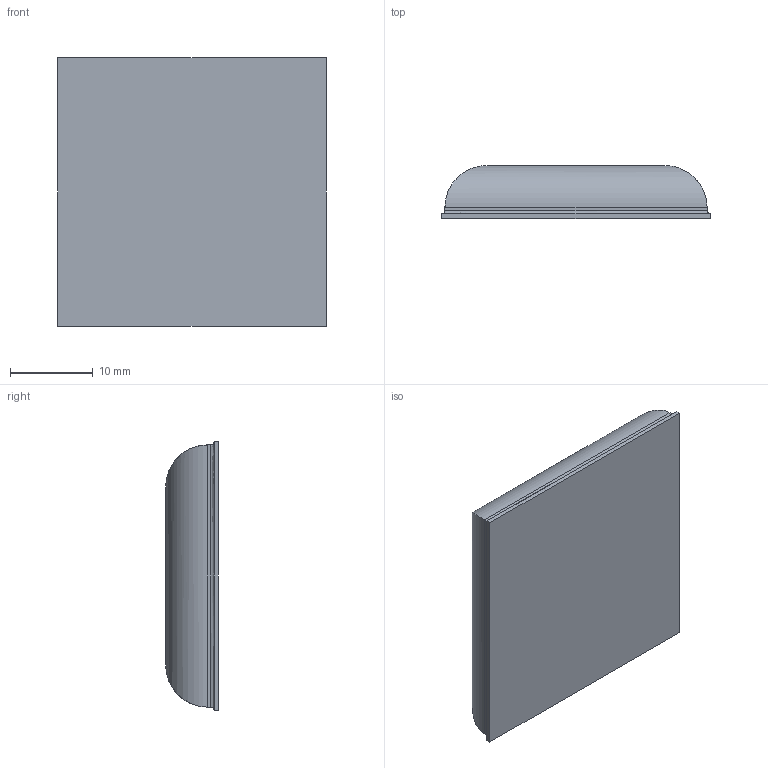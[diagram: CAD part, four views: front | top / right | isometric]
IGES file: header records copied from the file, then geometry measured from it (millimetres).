
Global section: file name: No Iges File Name specified; native system: Autodesk Inventor 2011; preprocessor: AutoDesk Inventor Iges Exporter R2011; author: Administrator; date: 20101112.154224; units: inch
Bounding box: 32.38 x 6.35 x 32.38 mm (x, y, z)
Volume: 5728.6 mm3; surface area: 2591.3 mm2
Topology: 1 solids, 1 shells, 18 faces, 36 edges, 20 vertices
Faces by surface type: plane 10, revolution 4, cylinder 4
